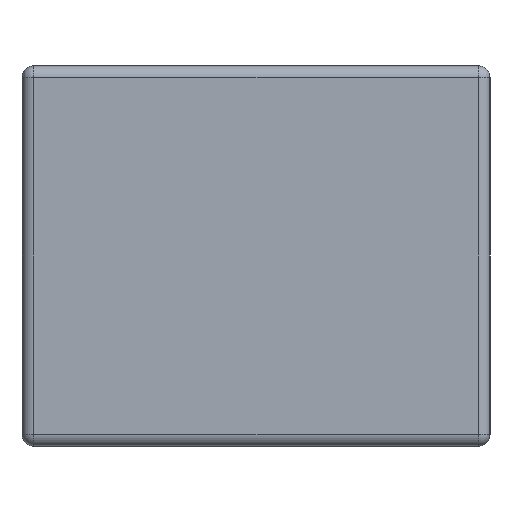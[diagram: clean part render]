
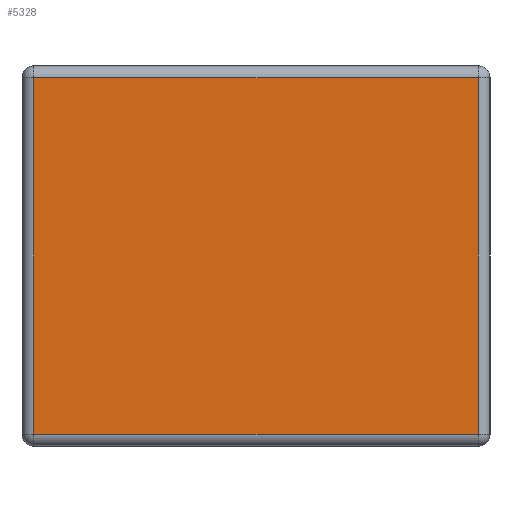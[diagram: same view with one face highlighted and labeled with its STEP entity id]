
A CAD part, left-side view. The second image highlights one B-rep face of the part: STEP entity #5328.
In plain terms, the highlighted planar face has unit normal (-1, 0, 0).
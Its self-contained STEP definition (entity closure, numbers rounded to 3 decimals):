
#449=FACE_OUTER_BOUND('',#748,.T.);
#748=EDGE_LOOP('',(#3705,#3706,#3707,#3708));
#1155=LINE('',#7986,#1642);
#1156=LINE('',#7988,#1643);
#1157=LINE('',#7990,#1644);
#1158=LINE('',#7991,#1645);
#1642=VECTOR('',#6414,1.);
#1643=VECTOR('',#6415,1.);
#1644=VECTOR('',#6416,1.);
#1645=VECTOR('',#6417,1.);
#2290=VERTEX_POINT('',#7984);
#2291=VERTEX_POINT('',#7985);
#2292=VERTEX_POINT('',#7987);
#2293=VERTEX_POINT('',#7989);
#2842=EDGE_CURVE('',#2290,#2291,#1155,.T.);
#2843=EDGE_CURVE('',#2291,#2292,#1156,.T.);
#2844=EDGE_CURVE('',#2292,#2293,#1157,.T.);
#2845=EDGE_CURVE('',#2293,#2290,#1158,.T.);
#3705=ORIENTED_EDGE('',*,*,#2842,.T.);
#3706=ORIENTED_EDGE('',*,*,#2843,.T.);
#3707=ORIENTED_EDGE('',*,*,#2844,.T.);
#3708=ORIENTED_EDGE('',*,*,#2845,.T.);
#4868=PLANE('',#5740);
#5328=ADVANCED_FACE('',(#449),#4868,.T.);
#5740=AXIS2_PLACEMENT_3D('',#7983,#6412,#6413);
#6412=DIRECTION('center_axis',(-1.,0.,0.));
#6413=DIRECTION('ref_axis',(0.,0.,-1.));
#6414=DIRECTION('',(0.,1.,0.));
#6415=DIRECTION('',(0.,0.,-1.));
#6416=DIRECTION('',(0.,-1.,0.));
#6417=DIRECTION('',(0.,0.,1.));
#7983=CARTESIAN_POINT('Origin',(-1.6,0.,0.65));
#7984=CARTESIAN_POINT('',(-1.6,-0.76,1.26));
#7985=CARTESIAN_POINT('',(-1.6,0.76,1.26));
#7986=CARTESIAN_POINT('',(-1.6,0.8,1.26));
#7987=CARTESIAN_POINT('',(-1.6,0.76,0.04));
#7988=CARTESIAN_POINT('',(-1.6,0.76,0.));
#7989=CARTESIAN_POINT('',(-1.6,-0.76,0.04));
#7990=CARTESIAN_POINT('',(-1.6,-0.8,0.04));
#7991=CARTESIAN_POINT('',(-1.6,-0.76,1.3));
